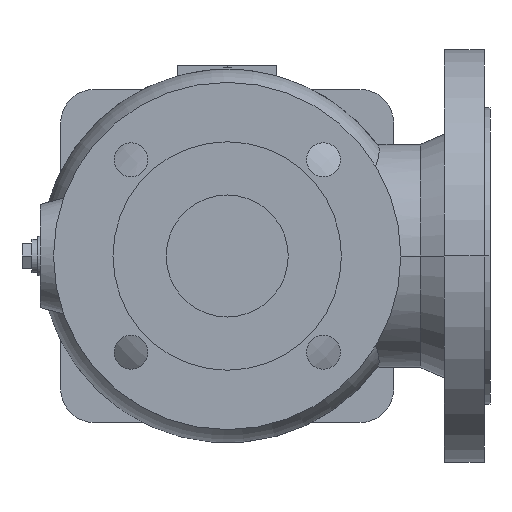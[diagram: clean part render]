
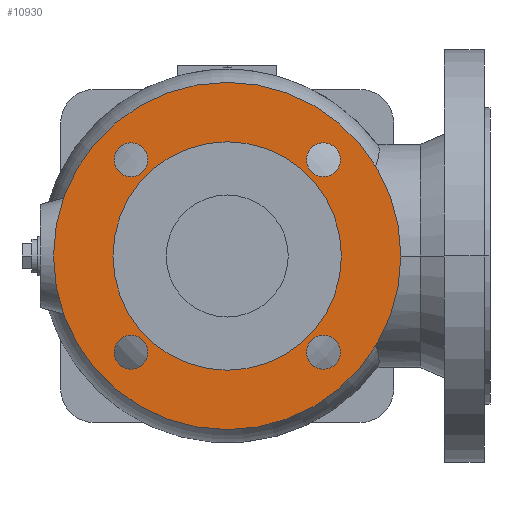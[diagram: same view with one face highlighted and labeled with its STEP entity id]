
A CAD part, front view. The second image highlights one B-rep face of the part: STEP entity #10930.
In plain terms, the highlighted planar face has unit normal (0, -1, 0).
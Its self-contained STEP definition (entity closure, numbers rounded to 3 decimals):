
#3220=CARTESIAN_POINT('',(-60.85,3.,0.)
);
#3230=VERTEX_POINT('',#3220);
#3260=CARTESIAN_POINT('',(0.,3.,0.));
#3270=DIRECTION('',(0.,-1.,-0.));
#3280=DIRECTION('',(-1.,0.,0.));
#3290=AXIS2_PLACEMENT_3D('',#3260,#3270,#3280);
#3300=CIRCLE('',#3290,60.85);
#3310=CARTESIAN_POINT('',(60.85,3.,0.));
#3320=VERTEX_POINT('',#3310);
#3330=EDGE_CURVE('',#3320,#3230,#3300,.T.);
#3620=CARTESIAN_POINT('',(92.5,3.,0.));
#3630=VERTEX_POINT('',#3620);
#3810=CARTESIAN_POINT('',(-92.5,3.,0.))
;
#3820=VERTEX_POINT('',#3810);
#3850=CARTESIAN_POINT('',(0.,3.,0.));
#3860=DIRECTION('',(0.,-1.,-0.));
#3870=DIRECTION('',(-1.,0.,0.));
#3880=AXIS2_PLACEMENT_3D('',#3850,#3860,#3870);
#3890=CIRCLE('',#3880,92.5);
#3900=EDGE_CURVE('',#3820,#3630,#3890,.T.);
#6540=CARTESIAN_POINT('',(-42.265,3.,
-51.265));
#6550=VERTEX_POINT('',#6540);
#6710=CARTESIAN_POINT('',(-60.265,3.,
-51.265));
#6720=VERTEX_POINT('',#6710);
#6750=CARTESIAN_POINT('',(-51.265,3.,
-51.265));
#6760=DIRECTION('',(0.,1.,0.));
#6770=DIRECTION('',(-1.,0.,0.));
#6780=AXIS2_PLACEMENT_3D('',#6750,#6760,#6770);
#6790=CIRCLE('',#6780,9.);
#6800=EDGE_CURVE('',#6720,#6550,#6790,.T.);
#6960=CARTESIAN_POINT('',(-60.265,3.,51.265));
#6970=VERTEX_POINT('',#6960);
#7130=CARTESIAN_POINT('',(-42.265,3.,
51.265));
#7140=VERTEX_POINT('',#7130);
#7170=CARTESIAN_POINT('',(-51.265,3.,
51.265));
#7180=DIRECTION('',(0.,1.,0.));
#7190=DIRECTION('',(-1.,0.,0.));
#7200=AXIS2_PLACEMENT_3D('',#7170,#7180,#7190);
#7210=CIRCLE('',#7200,9.);
#7220=EDGE_CURVE('',#7140,#6970,#7210,.T.);
#7380=CARTESIAN_POINT('',(42.265,3.,
51.265));
#7390=VERTEX_POINT('',#7380);
#7420=CARTESIAN_POINT('',(51.265,3.,
51.265));
#7430=DIRECTION('',(0.,1.,0.));
#7440=DIRECTION('',(-1.,0.,0.));
#7450=AXIS2_PLACEMENT_3D('',#7420,#7430,#7440);
#7460=CIRCLE('',#7450,9.);
#7470=CARTESIAN_POINT('',(60.265,3.,
51.265));
#7480=VERTEX_POINT('',#7470);
#7490=EDGE_CURVE('',#7390,#7480,#7460,.T.);
#7800=CARTESIAN_POINT('',(42.265,3.,
-51.265));
#7810=VERTEX_POINT('',#7800);
#7840=CARTESIAN_POINT('',(51.265,3.,
-51.265));
#7850=DIRECTION('',(0.,1.,0.));
#7860=DIRECTION('',(-1.,0.,0.));
#7870=AXIS2_PLACEMENT_3D('',#7840,#7850,#7860);
#7880=CIRCLE('',#7870,9.);
#7890=CARTESIAN_POINT('',(60.265,3.,
-51.265));
#7900=VERTEX_POINT('',#7890);
#7910=EDGE_CURVE('',#7810,#7900,#7880,.T.);
#10580=CARTESIAN_POINT('',(-76.675,3.,
0.));
#10590=DIRECTION('',(0.,-1.,-0.));
#10600=DIRECTION('',(-1.,0.,0.));
#10610=AXIS2_PLACEMENT_3D('',#10580,#10590,#10600);
#10620=PLANE('',#10610);
#10630=EDGE_CURVE('',#7900,#7810,#7880,.T.);
#10640=ORIENTED_EDGE('',*,*,#10630,.T.);
#10650=ORIENTED_EDGE('',*,*,#7910,.T.);
#10660=EDGE_LOOP('',(#10650,#10640));
#10670=FACE_BOUND('',#10660,.T.);
#10680=EDGE_CURVE('',#7480,#7390,#7460,.T.);
#10690=ORIENTED_EDGE('',*,*,#10680,.T.);
#10700=ORIENTED_EDGE('',*,*,#7490,.T.);
#10710=EDGE_LOOP('',(#10700,#10690));
#10720=FACE_BOUND('',#10710,.T.);
#10730=EDGE_CURVE('',#6970,#7140,#7210,.T.);
#10740=ORIENTED_EDGE('',*,*,#10730,.T.);
#10750=ORIENTED_EDGE('',*,*,#7220,.T.);
#10760=EDGE_LOOP('',(#10750,#10740));
#10770=FACE_BOUND('',#10760,.T.);
#10780=EDGE_CURVE('',#6550,#6720,#6790,.T.);
#10790=ORIENTED_EDGE('',*,*,#10780,.T.);
#10800=ORIENTED_EDGE('',*,*,#6800,.T.);
#10810=EDGE_LOOP('',(#10800,#10790));
#10820=FACE_BOUND('',#10810,.T.);
#10830=EDGE_CURVE('',#3230,#3320,#3300,.T.);
#10840=ORIENTED_EDGE('',*,*,#10830,.F.);
#10850=ORIENTED_EDGE('',*,*,#3330,.F.);
#10860=EDGE_LOOP('',(#10850,#10840));
#10870=FACE_BOUND('',#10860,.T.);
#10880=EDGE_CURVE('',#3630,#3820,#3890,.T.);
#10890=ORIENTED_EDGE('',*,*,#10880,.T.);
#10900=ORIENTED_EDGE('',*,*,#3900,.T.);
#10910=EDGE_LOOP('',(#10900,#10890));
#10920=FACE_OUTER_BOUND('',#10910,.T.);
#10930=ADVANCED_FACE('',(#10670,#10720,#10770,#10820,#10870,#10920),
#10620,.T.);
